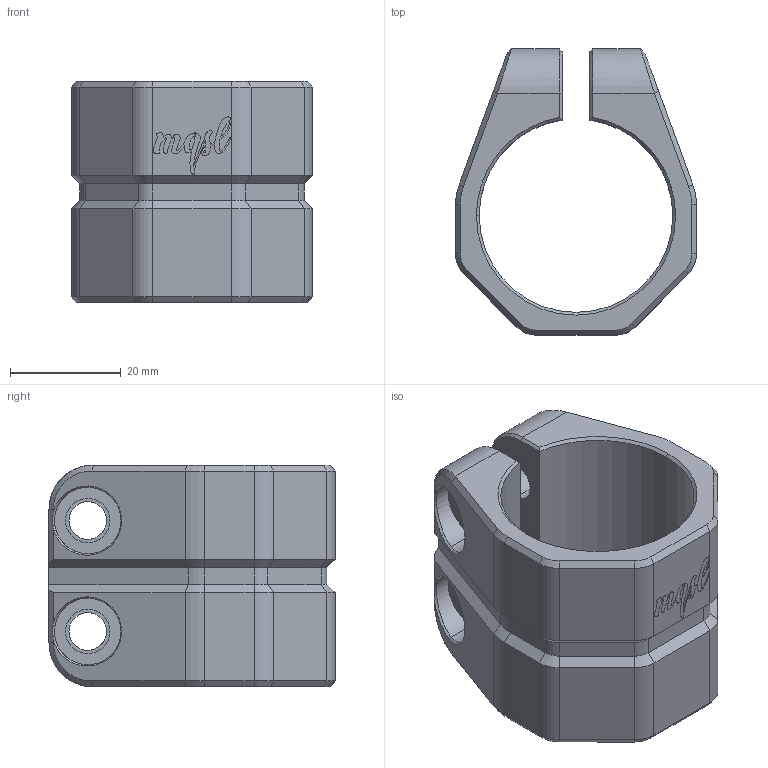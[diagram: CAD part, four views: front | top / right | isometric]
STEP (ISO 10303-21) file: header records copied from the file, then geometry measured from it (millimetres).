
FILE_DESCRIPTION (( 'STEP AP214' ), '1' );
FILE_NAME ('HIC MQSL.STEP', '2019-11-09T20:40:27', ( '' ), ( '' ), 'SwSTEP 2.0', 'SolidWorks 2018', '' );
FILE_SCHEMA (( 'AUTOMOTIVE_DESIGN' ));
Length unit declared in the file: millimetre
Products named in the file (1): HIC MQSL
Bounding box: 43.4 x 51.58 x 40 mm (x, y, z)
Volume: 27871.6 mm3; surface area: 13501.3 mm2
Topology: 1 solids, 1 shells, 418 faces, 1094 edges, 696 vertices
Faces by surface type: plane 228, cylinder 100, bspline 56, cone 34
Entity records: 19017 total; most frequent: CARTESIAN_POINT 6153, ORIENTED_EDGE 2188, DIRECTION 1890, EDGE_CURVE 1094, VECTOR 744, LINE 744, VERTEX_POINT 696, AXIS2_PLACEMENT_3D 573
